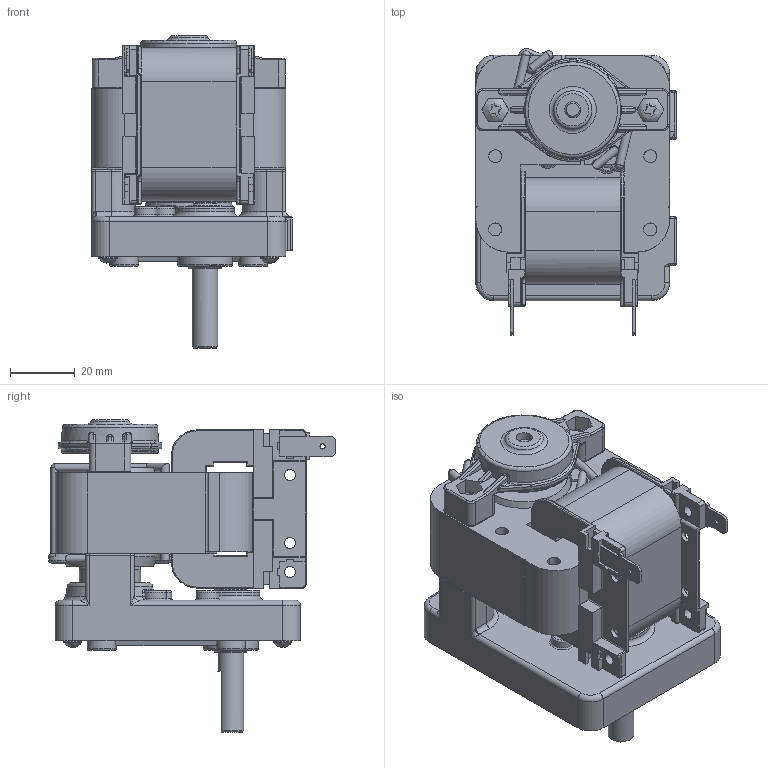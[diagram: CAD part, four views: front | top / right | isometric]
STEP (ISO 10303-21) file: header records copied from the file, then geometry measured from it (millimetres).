
FILE_DESCRIPTION((''),'2;1');
FILE_NAME('F SERIES MOTOR ISG-3 TYPE.stp','2014-06-20T07:57:44',('jh-hong'),(''),'Autodesk Inventor 2011','Autodesk Inventor 2011','');
FILE_SCHEMA(('AUTOMOTIVE_DESIGN { 1 0 10303 214 1 1 1 1 }'));
Length unit declared in the file: millimetre
Products named in the file (1): F SERIES
Bounding box: 62 x 88.81 x 96.9 mm (x, y, z)
Volume: 163633.1 mm3; surface area: 71367.7 mm2
Topology: 2 solids, 15 shells, 1194 faces, 3073 edges, 1879 vertices
Faces by surface type: plane 544, cylinder 397, torus 121, bspline 80, cone 36, sphere 16
Full cylindrical faces by diameter (mm): 1.65 x2, 2.6 x14, 3 x4, 3.242 x6, 3.3 x6, 3.4 x8, 4 x6, 4.45 x1, 4.5 x2, 5 x2, 5.6 x4, 6.95 x4, 7 x7, 8 x3, 8.04 x2, 9 x6, 11 x2, 14 x2, 17 x1, 18 x1, 19 x1, 22 x1, 28.9 x1, 30 x1
Entity records: 38725 total; most frequent: CARTESIAN_POINT 10785, DIRECTION 5777, ORIENTED_EDGE 5638, EDGE_CURVE 2819, AXIS2_PLACEMENT_3D 2148, VERTEX_POINT 1822, VECTOR 1481, LINE 1481
